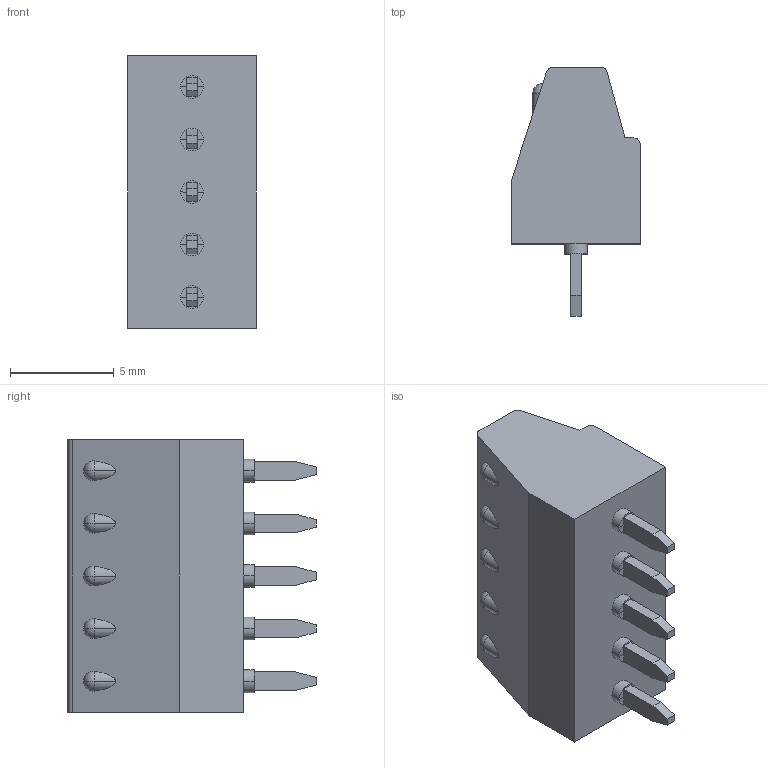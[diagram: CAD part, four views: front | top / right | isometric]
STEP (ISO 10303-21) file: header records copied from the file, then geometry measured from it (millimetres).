
FILE_DESCRIPTION(('SolidDesigner STEP Export'),'1');
FILE_NAME('mpt_0.5-5-2.54.stp','2000-06-14T11:34:42',(''),(''), 'SolidDesigner STEP processor Version: 7.0(Mar 1999)for AP214(CD)(Solid Model)', 'CoCreate SolidDesigner: 07.50 21-Dec-99(C) CoCreate Software GmbH','');
FILE_SCHEMA(('AUTOMOTIVE_DESIGN_CC2 {1 2 10303 214 -1 1 5 1}'));
Length unit declared in the file: millimetre
Products named in the file (2): mpt_0.5-5-2.54
Assembly tree (1 placements, depth 2):
  mpt_0.5-5-2.54
    mpt_0.5-5-2.54
Bounding box: 6.2 x 12 x 13.16 mm (x, y, z)
Volume: 527.7 mm3; surface area: 658.5 mm2
Topology: 1 solids, 1 shells, 316 faces, 770 edges, 475 vertices
Faces by surface type: plane 226, cylinder 80, sphere 10
Entity records: 11177 total; most frequent: CARTESIAN_POINT 1713, ORIENTED_EDGE 1520, DIRECTION 1316, EDGE_CURVE 760, VECTOR 480, LINE 480, VERTEX_POINT 475, AXIS2_PLACEMENT_3D 418
